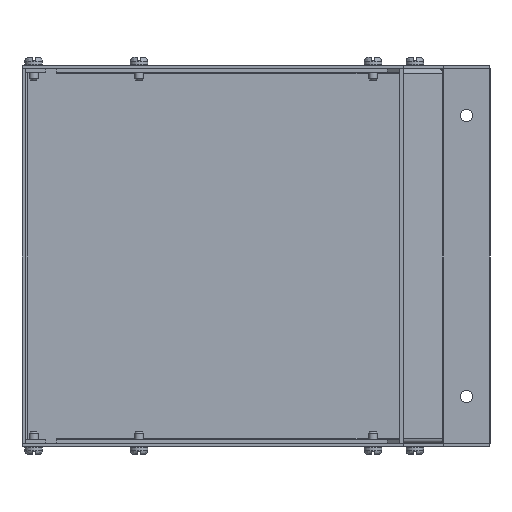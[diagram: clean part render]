
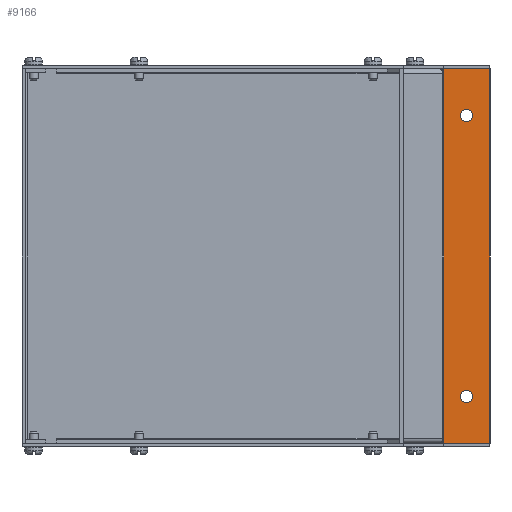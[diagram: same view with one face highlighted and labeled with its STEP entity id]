
A CAD part, front view. The second image highlights one B-rep face of the part: STEP entity #9166.
In plain terms, the highlighted planar face has unit normal (0, -1, 0).
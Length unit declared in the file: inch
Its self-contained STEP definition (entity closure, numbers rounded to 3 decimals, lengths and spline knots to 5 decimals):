
#9 = ORIENTED_EDGE ( 'NONE', *, *, #13274, .T. ) ;
#162 = DIRECTION ( 'NONE',  ( -1., 0., 0. ) ) ;
#185 = EDGE_CURVE ( 'NONE', #972, #5537, #853, .T. ) ;
#457 = ORIENTED_EDGE ( 'NONE', *, *, #12906, .T. ) ;
#853 = CIRCLE ( 'NONE', #6726, 0.133 ) ;
#972 = VERTEX_POINT ( 'NONE', #8498 ) ;
#1107 = VECTOR ( 'NONE', #8617, 39.37008 ) ;
#1119 = CARTESIAN_POINT ( 'NONE',  ( 5.92818, -3.14382, 0. ) ) ;
#1125 = AXIS2_PLACEMENT_3D ( 'NONE', #10617, #8435, #13355 ) ;
#1478 = ORIENTED_EDGE ( 'NONE', *, *, #4354, .T. ) ;
#1970 = VERTEX_POINT ( 'NONE', #12333 ) ;
#2147 = VECTOR ( 'NONE', #4269, 39.37008 ) ;
#2422 = ORIENTED_EDGE ( 'NONE', *, *, #2758, .T. ) ;
#2565 = ORIENTED_EDGE ( 'NONE', *, *, #4983, .T. ) ;
#2575 = FACE_BOUND ( 'NONE', #6159, .T. ) ;
#2628 = EDGE_LOOP ( 'NONE', ( #1478, #14629, #457, #12706 ) ) ;
#2758 = EDGE_CURVE ( 'NONE', #5537, #972, #15231, .T. ) ;
#2807 = FACE_BOUND ( 'NONE', #8998, .T. ) ;
#3523 = CARTESIAN_POINT ( 'NONE',  ( 5.42818, -3.14382, -7. ) ) ;
#3781 = DIRECTION ( 'NONE',  ( -1., 0., 0. ) ) ;
#3801 = CARTESIAN_POINT ( 'NONE',  ( 5.92818, -3.14382, -8. ) ) ;
#4146 = AXIS2_PLACEMENT_3D ( 'NONE', #6258, #14790, #6170 ) ;
#4253 = VERTEX_POINT ( 'NONE', #12719 ) ;
#4269 = DIRECTION ( 'NONE',  ( 1., 0., 0. ) ) ;
#4354 = EDGE_CURVE ( 'NONE', #4253, #9981, #14083, .T. ) ;
#4880 = LINE ( 'NONE', #1119, #13047 ) ;
#4983 = EDGE_CURVE ( 'NONE', #14045, #1970, #13962, .T. ) ;
#5537 = VERTEX_POINT ( 'NONE', #13749 ) ;
#5788 = VERTEX_POINT ( 'NONE', #13621 ) ;
#6158 = DIRECTION ( 'NONE',  ( 0., 0., 1. ) ) ;
#6159 = EDGE_LOOP ( 'NONE', ( #2422, #15914 ) ) ;
#6170 = DIRECTION ( 'NONE',  ( -1., 0., 0. ) ) ;
#6172 = DIRECTION ( 'NONE',  ( -1., 0., 0. ) ) ;
#6258 = CARTESIAN_POINT ( 'NONE',  ( 5.42818, -3.14382, -1. ) ) ;
#6409 = CARTESIAN_POINT ( 'NONE',  ( 5.42818, -3.14382, -7. ) ) ;
#6509 = DIRECTION ( 'NONE',  ( 0., 0., -1. ) ) ;
#6726 = AXIS2_PLACEMENT_3D ( 'NONE', #6409, #11246, #6172 ) ;
#6925 = AXIS2_PLACEMENT_3D ( 'NONE', #7629, #11186, #3781 ) ;
#7629 = CARTESIAN_POINT ( 'NONE',  ( 2.72218, -3.14382, 0. ) ) ;
#7792 = CARTESIAN_POINT ( 'NONE',  ( 4.94168, -3.14382, 0. ) ) ;
#8435 = DIRECTION ( 'NONE',  ( 0., 1., 0. ) ) ;
#8498 = CARTESIAN_POINT ( 'NONE',  ( 5.56118, -3.14382, -7. ) ) ;
#8617 = DIRECTION ( 'NONE',  ( -1., 0., 0. ) ) ;
#8998 = EDGE_LOOP ( 'NONE', ( #9, #2565 ) ) ;
#9166 = ADVANCED_FACE ( 'NONE', ( #14805, #2807, #2575 ), #11262, .T. ) ;
#9852 = VERTEX_POINT ( 'NONE', #10812 ) ;
#9981 = VERTEX_POINT ( 'NONE', #3801 ) ;
#10086 = AXIS2_PLACEMENT_3D ( 'NONE', #3523, #12216, #162 ) ;
#10532 = LINE ( 'NONE', #7792, #14940 ) ;
#10617 = CARTESIAN_POINT ( 'NONE',  ( 5.42818, -3.14382, -1. ) ) ;
#10812 = CARTESIAN_POINT ( 'NONE',  ( 5.92818, -3.14382, 0. ) ) ;
#11081 = CIRCLE ( 'NONE', #4146, 0.133 ) ;
#11186 = DIRECTION ( 'NONE',  ( 0., -1., 0. ) ) ;
#11246 = DIRECTION ( 'NONE',  ( 0., 1., 0. ) ) ;
#11262 = PLANE ( 'NONE',  #6925 ) ;
#12216 = DIRECTION ( 'NONE',  ( 0., 1., 0. ) ) ;
#12333 = CARTESIAN_POINT ( 'NONE',  ( 5.29518, -3.14382, -1. ) ) ;
#12706 = ORIENTED_EDGE ( 'NONE', *, *, #13083, .T. ) ;
#12719 = CARTESIAN_POINT ( 'NONE',  ( 4.94168, -3.14382, -8. ) ) ;
#12906 = EDGE_CURVE ( 'NONE', #9852, #5788, #13597, .T. ) ;
#13047 = VECTOR ( 'NONE', #6158, 39.37008 ) ;
#13083 = EDGE_CURVE ( 'NONE', #5788, #4253, #10532, .T. ) ;
#13274 = EDGE_CURVE ( 'NONE', #1970, #14045, #11081, .T. ) ;
#13355 = DIRECTION ( 'NONE',  ( -1., 0., 0. ) ) ;
#13597 = LINE ( 'NONE', #15050, #1107 ) ;
#13621 = CARTESIAN_POINT ( 'NONE',  ( 4.94168, -3.14382, 0. ) ) ;
#13749 = CARTESIAN_POINT ( 'NONE',  ( 5.29518, -3.14382, -7. ) ) ;
#13962 = CIRCLE ( 'NONE', #1125, 0.133 ) ;
#14045 = VERTEX_POINT ( 'NONE', #15204 ) ;
#14083 = LINE ( 'NONE', #15296, #2147 ) ;
#14629 = ORIENTED_EDGE ( 'NONE', *, *, #15636, .T. ) ;
#14790 = DIRECTION ( 'NONE',  ( 0., 1., 0. ) ) ;
#14805 = FACE_OUTER_BOUND ( 'NONE', #2628, .T. ) ;
#14940 = VECTOR ( 'NONE', #6509, 39.37008 ) ;
#15050 = CARTESIAN_POINT ( 'NONE',  ( 2.72218, -3.14382, 0. ) ) ;
#15204 = CARTESIAN_POINT ( 'NONE',  ( 5.56118, -3.14382, -1. ) ) ;
#15231 = CIRCLE ( 'NONE', #10086, 0.133 ) ;
#15296 = CARTESIAN_POINT ( 'NONE',  ( 2.72218, -3.14382, -8. ) ) ;
#15636 = EDGE_CURVE ( 'NONE', #9981, #9852, #4880, .T. ) ;
#15914 = ORIENTED_EDGE ( 'NONE', *, *, #185, .T. ) ;
